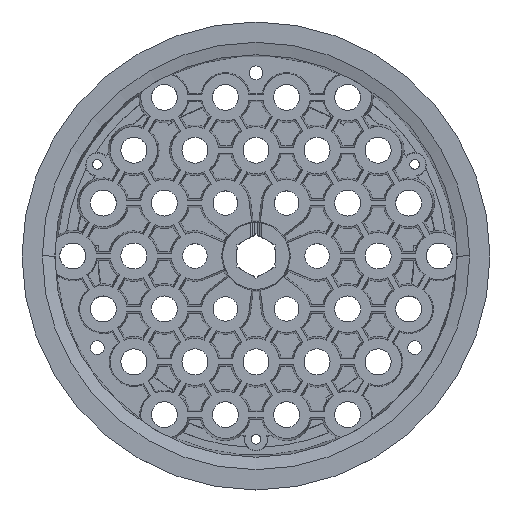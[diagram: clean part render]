
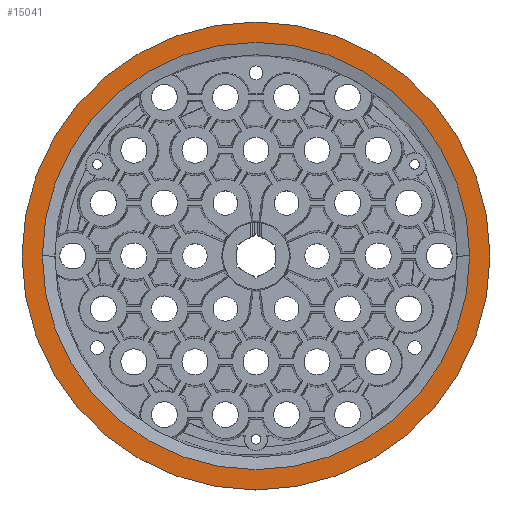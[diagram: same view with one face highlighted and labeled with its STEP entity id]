
A CAD part, top view. The second image highlights one B-rep face of the part: STEP entity #15041.
In plain terms, the highlighted planar face has unit normal (0, 0, 1).
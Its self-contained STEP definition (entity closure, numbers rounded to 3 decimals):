
#1951 = CARTESIAN_POINT ( 'NONE',  ( 29.148, -28.648, 6.5 ) ) ;
#2495 = CIRCLE ( 'NONE', #34206, 30.648 ) ;
#3359 = ORIENTED_EDGE ( 'NONE', *, *, #12582, .T. ) ;
#3571 = EDGE_LOOP ( 'NONE', ( #3359, #34975 ) ) ;
#4491 = AXIS2_PLACEMENT_3D ( 'NONE', #24406, #21457, #30705 ) ;
#4997 = ORIENTED_EDGE ( 'NONE', *, *, #27761, .T. ) ;
#5075 = EDGE_CURVE ( 'NONE', #18837, #26803, #37987, .T. ) ;
#5565 = CARTESIAN_POINT ( 'NONE',  ( 26.484, -28.648, 6.5 ) ) ;
#9260 = AXIS2_PLACEMENT_3D ( 'NONE', #25842, #22635, #19179 ) ;
#12053 = VERTEX_POINT ( 'NONE', #1951 ) ;
#12582 = EDGE_CURVE ( 'NONE', #21141, #12053, #2495, .T. ) ;
#12726 = CARTESIAN_POINT ( 'NONE',  ( -29.484, -28.648, 6.5 ) ) ;
#14735 = DIRECTION ( 'NONE',  ( 1., 0., 0. ) ) ;
#15041 = ADVANCED_FACE ( 'NONE', ( #27613, #31915 ), #31842, .T. ) ;
#15438 = DIRECTION ( 'NONE',  ( 0., 0., -1. ) ) ;
#16054 = DIRECTION ( 'NONE',  ( 0., 0., -1. ) ) ;
#18837 = VERTEX_POINT ( 'NONE', #5565 ) ;
#19179 = DIRECTION ( 'NONE',  ( 1., 0., 0. ) ) ;
#20336 = AXIS2_PLACEMENT_3D ( 'NONE', #27660, #15438, #21379 ) ;
#21141 = VERTEX_POINT ( 'NONE', #29704 ) ;
#21379 = DIRECTION ( 'NONE',  ( -1., 0., 0. ) ) ;
#21457 = DIRECTION ( 'NONE',  ( 0., 0., 1. ) ) ;
#22635 = DIRECTION ( 'NONE',  ( 0., 0., 1. ) ) ;
#24406 = CARTESIAN_POINT ( 'NONE',  ( -1.5, -28.648, 6.5 ) ) ;
#25491 = DIRECTION ( 'NONE',  ( -1., 0., 0. ) ) ;
#25842 = CARTESIAN_POINT ( 'NONE',  ( -1.5, -28.648, 6.5 ) ) ;
#26803 = VERTEX_POINT ( 'NONE', #12726 ) ;
#27613 = FACE_BOUND ( 'NONE', #32839, .T. ) ;
#27660 = CARTESIAN_POINT ( 'NONE',  ( -1.5, -28.648, 6.5 ) ) ;
#27761 = EDGE_CURVE ( 'NONE', #26803, #18837, #35691, .T. ) ;
#28133 = AXIS2_PLACEMENT_3D ( 'NONE', #31640, #16054, #25491 ) ;
#29704 = CARTESIAN_POINT ( 'NONE',  ( -32.148, -28.648, 6.5 ) ) ;
#29759 = ORIENTED_EDGE ( 'NONE', *, *, #5075, .T. ) ;
#30705 = DIRECTION ( 'NONE',  ( 1., 0., 0. ) ) ;
#30714 = CIRCLE ( 'NONE', #4491, 30.648 ) ;
#31136 = EDGE_CURVE ( 'NONE', #12053, #21141, #30714, .T. ) ;
#31640 = CARTESIAN_POINT ( 'NONE',  ( -1.5, -28.648, 6.5 ) ) ;
#31842 = PLANE ( 'NONE',  #9260 ) ;
#31915 = FACE_OUTER_BOUND ( 'NONE', #3571, .T. ) ;
#32839 = EDGE_LOOP ( 'NONE', ( #29759, #4997 ) ) ;
#32976 = DIRECTION ( 'NONE',  ( 0., 0., 1. ) ) ;
#34206 = AXIS2_PLACEMENT_3D ( 'NONE', #36435, #32976, #14735 ) ;
#34975 = ORIENTED_EDGE ( 'NONE', *, *, #31136, .T. ) ;
#35691 = CIRCLE ( 'NONE', #28133, 27.984 ) ;
#36435 = CARTESIAN_POINT ( 'NONE',  ( -1.5, -28.648, 6.5 ) ) ;
#37987 = CIRCLE ( 'NONE', #20336, 27.984 ) ;
